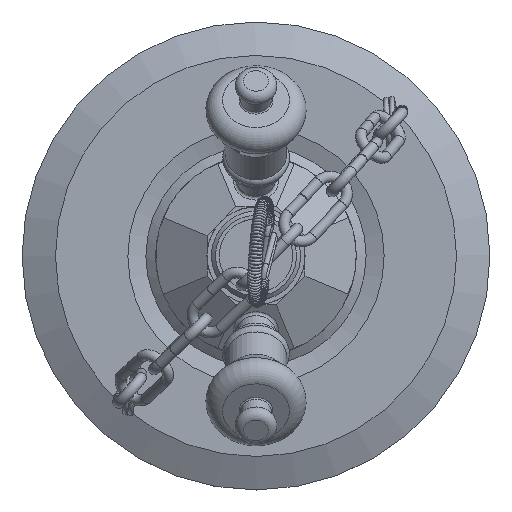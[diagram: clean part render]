
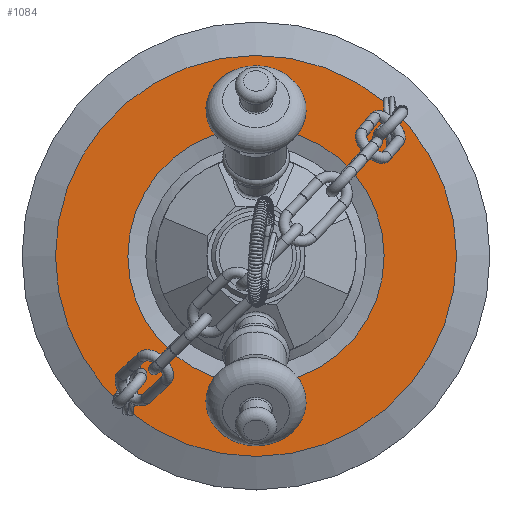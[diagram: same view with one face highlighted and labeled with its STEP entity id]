
A CAD part, top view. The second image highlights one B-rep face of the part: STEP entity #1084.
In plain terms, the highlighted planar face has unit normal (0, 0, 1).
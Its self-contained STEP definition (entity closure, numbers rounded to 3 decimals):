
#1042=CARTESIAN_POINT('',(-0.052,23.,17.));
#1043=VERTEX_POINT('',#1042);
#1044=CARTESIAN_POINT('',(0.,0.,17.));
#1045=DIRECTION('',(0.,0.,-1.0));
#1046=DIRECTION('',(-0.002,1.,0.));
#1047=AXIS2_PLACEMENT_3D('',#1044,#1045,#1046);
#1048=CIRCLE('',#1047,23.0);
#1049=EDGE_CURVE('',#1043,#1043,#1048,.T.);
#1065=CARTESIAN_POINT('',(0.067,-29.498,17.));
#1066=DIRECTION('',(0.0,0.0,1.0));
#1067=DIRECTION('',(-1.,-0.002,0.0));
#1068=AXIS2_PLACEMENT_3D('',#1065,#1066,#1067);
#1069=PLANE('',#1068);
#1070=CARTESIAN_POINT('',(0.082,-35.995,17.));
#1071=VERTEX_POINT('',#1070);
#1072=CARTESIAN_POINT('',(0.,0.,17.));
#1073=DIRECTION('',(0.,0.,-1.));
#1074=DIRECTION('',(0.002,-1.,0.));
#1075=AXIS2_PLACEMENT_3D('',#1072,#1073,#1074);
#1076=CIRCLE('',#1075,35.995);
#1077=EDGE_CURVE('',#1071,#1071,#1076,.T.);
#1078=ORIENTED_EDGE('',*,*,#1077,.F.);
#1079=EDGE_LOOP('',(#1078));
#1080=FACE_OUTER_BOUND('',#1079,.T.);
#1081=ORIENTED_EDGE('',*,*,#1049,.T.);
#1082=EDGE_LOOP('',(#1081));
#1083=FACE_BOUND('',#1082,.T.);
#1084=ADVANCED_FACE('',(#1080,#1083),#1069,.T.);
